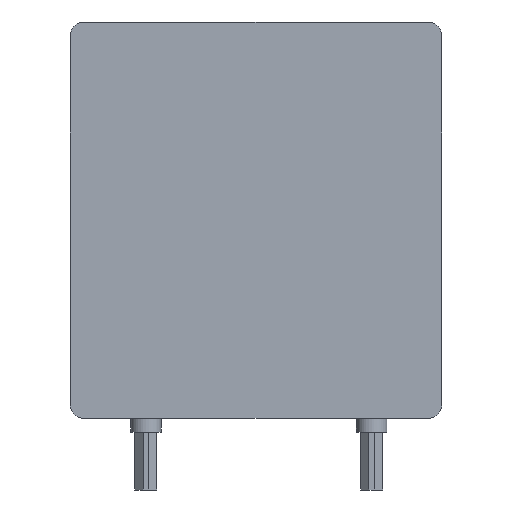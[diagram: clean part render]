
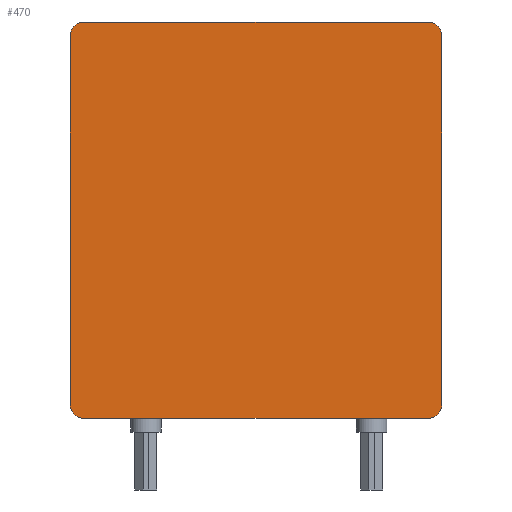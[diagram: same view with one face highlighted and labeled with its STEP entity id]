
A CAD part, left-side view. The second image highlights one B-rep face of the part: STEP entity #470.
In plain terms, the highlighted planar face has unit normal (-1, 0, 0).
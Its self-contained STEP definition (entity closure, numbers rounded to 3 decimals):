
#190 = VERTEX_POINT('',#191);
#191 = CARTESIAN_POINT('',(-2.3,2.25,0.));
#197 = EDGE_CURVE('',#190,#198,#200,.T.);
#198 = VERTEX_POINT('',#199);
#199 = CARTESIAN_POINT('',(-2.3,-10.25,0.));
#200 = LINE('',#201,#202);
#201 = CARTESIAN_POINT('',(-2.3,2.75,0.));
#202 = VECTOR('',#203,1.);
#203 = DIRECTION('',(0.,-1.,0.));
#219 = EDGE_CURVE('',#198,#220,#222,.T.);
#220 = VERTEX_POINT('',#221);
#221 = CARTESIAN_POINT('',(-2.3,-10.75,0.5));
#222 = CIRCLE('',#223,0.5);
#223 = AXIS2_PLACEMENT_3D('',#224,#225,#226);
#224 = CARTESIAN_POINT('',(-2.3,-10.25,0.5));
#225 = DIRECTION('',(-1.,0.,-0.));
#226 = DIRECTION('',(-0.,0.,1.));
#246 = EDGE_CURVE('',#247,#190,#249,.T.);
#247 = VERTEX_POINT('',#248);
#248 = CARTESIAN_POINT('',(-2.3,2.75,0.5));
#249 = CIRCLE('',#250,0.5);
#250 = AXIS2_PLACEMENT_3D('',#251,#252,#253);
#251 = CARTESIAN_POINT('',(-2.3,2.25,0.5));
#252 = DIRECTION('',(-1.,0.,0.));
#253 = DIRECTION('',(0.,0.,-1.));
#269 = EDGE_CURVE('',#220,#270,#272,.T.);
#270 = VERTEX_POINT('',#271);
#271 = CARTESIAN_POINT('',(-2.3,-10.75,13.9));
#272 = LINE('',#273,#274);
#273 = CARTESIAN_POINT('',(-2.3,-10.75,0.));
#274 = VECTOR('',#275,1.);
#275 = DIRECTION('',(0.,0.,1.));
#295 = VERTEX_POINT('',#296);
#296 = CARTESIAN_POINT('',(-2.3,2.75,13.9));
#302 = EDGE_CURVE('',#247,#295,#303,.T.);
#303 = LINE('',#304,#305);
#304 = CARTESIAN_POINT('',(-2.3,2.75,0.));
#305 = VECTOR('',#306,1.);
#306 = DIRECTION('',(0.,0.,1.));
#317 = EDGE_CURVE('',#318,#270,#320,.T.);
#318 = VERTEX_POINT('',#319);
#319 = CARTESIAN_POINT('',(-2.3,-10.25,14.4));
#320 = CIRCLE('',#321,0.5);
#321 = AXIS2_PLACEMENT_3D('',#322,#323,#324);
#322 = CARTESIAN_POINT('',(-2.3,-10.25,13.9));
#323 = DIRECTION('',(1.,0.,0.));
#324 = DIRECTION('',(-0.,0.,1.));
#344 = VERTEX_POINT('',#345);
#345 = CARTESIAN_POINT('',(-2.3,2.25,14.4));
#351 = EDGE_CURVE('',#295,#344,#352,.T.);
#352 = CIRCLE('',#353,0.5);
#353 = AXIS2_PLACEMENT_3D('',#354,#355,#356);
#354 = CARTESIAN_POINT('',(-2.3,2.25,13.9));
#355 = DIRECTION('',(1.,-0.,0.));
#356 = DIRECTION('',(0.,0.,-1.));
#369 = EDGE_CURVE('',#344,#318,#370,.T.);
#370 = LINE('',#371,#372);
#371 = CARTESIAN_POINT('',(-2.3,2.75,14.4));
#372 = VECTOR('',#373,1.);
#373 = DIRECTION('',(0.,-1.,0.));
#470 = ADVANCED_FACE('',(#471),#481,.F.);
#471 = FACE_BOUND('',#472,.F.);
#472 = EDGE_LOOP('',(#473,#474,#475,#476,#477,#478,#479,#480));
#473 = ORIENTED_EDGE('',*,*,#197,.F.);
#474 = ORIENTED_EDGE('',*,*,#246,.F.);
#475 = ORIENTED_EDGE('',*,*,#302,.T.);
#476 = ORIENTED_EDGE('',*,*,#351,.T.);
#477 = ORIENTED_EDGE('',*,*,#369,.T.);
#478 = ORIENTED_EDGE('',*,*,#317,.T.);
#479 = ORIENTED_EDGE('',*,*,#269,.F.);
#480 = ORIENTED_EDGE('',*,*,#219,.F.);
#481 = PLANE('',#482);
#482 = AXIS2_PLACEMENT_3D('',#483,#484,#485);
#483 = CARTESIAN_POINT('',(-2.3,2.75,0.));
#484 = DIRECTION('',(1.,0.,-0.));
#485 = DIRECTION('',(0.,-1.,0.));
